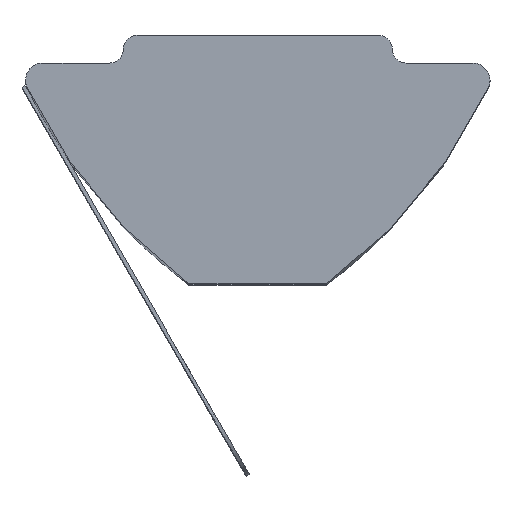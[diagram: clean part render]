
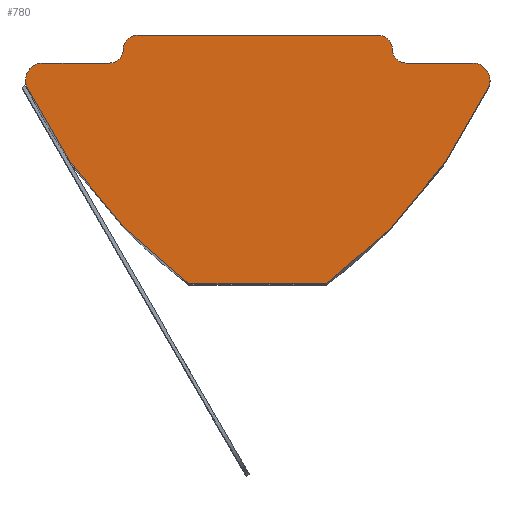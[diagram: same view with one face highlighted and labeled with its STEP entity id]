
A CAD part, top view. The second image highlights one B-rep face of the part: STEP entity #780.
In plain terms, the highlighted free-form (B-spline) face has degree [1, 1] with [4, 2] control points.
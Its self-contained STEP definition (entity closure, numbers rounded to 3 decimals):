
#67 = CARTESIAN_POINT ( 'NONE',  ( 6.817, 0., 22. ) ) ;
#68 = DIRECTION ( 'NONE',  ( 1., 0., 0. ) ) ;
#69 = CARTESIAN_POINT ( 'NONE',  ( 6.817, -7.2, 22. ) ) ;
#70 = CARTESIAN_POINT ( 'NONE',  ( 0., 0., 22. ) ) ;
#71 = CARTESIAN_POINT ( 'NONE',  ( 6.733, 0., 22. ) ) ;
#72 = CARTESIAN_POINT ( 'NONE',  ( 6.733, -7.2, 22. ) ) ;
#73 = CARTESIAN_POINT ( 'NONE',  ( -6.733, 0., 22. ) ) ;
#74 = CARTESIAN_POINT ( 'NONE',  ( -6.733, -7.2, 22. ) ) ;
#75 = CARTESIAN_POINT ( 'NONE',  ( -6.818, 0., 22. ) ) ;
#76 = CARTESIAN_POINT ( 'NONE',  ( -6.818, -7.2, 22. ) ) ;
#79 = DIRECTION ( 'NONE',  ( 1., 0., 0. ) ) ;
#83 = DIRECTION ( 'NONE',  ( 0., 0., -1. ) ) ;
#86 = CARTESIAN_POINT ( 'NONE',  ( 3.5, -0.4, 22. ) ) ;
#92 = DIRECTION ( 'NONE',  ( 1., 0., 0. ) ) ;
#97 = DIRECTION ( 'NONE',  ( 0., 0., -1. ) ) ;
#101 = CARTESIAN_POINT ( 'NONE',  ( -3.5, -0.4, 22. ) ) ;
#107 = DIRECTION ( 'NONE',  ( 1., 0., 0. ) ) ;
#111 = CARTESIAN_POINT ( 'NONE',  ( 0.001, -7.2, 22. ) ) ;
#145 = DIRECTION ( 'NONE',  ( 1., 0., 0. ) ) ;
#146 = DIRECTION ( 'NONE',  ( 0., 0., 1. ) ) ;
#149 = CARTESIAN_POINT ( 'NONE',  ( -6.879, 4.89, 22. ) ) ;
#181 = CARTESIAN_POINT ( 'NONE',  ( 6.686, -1.513, 22. ) ) ;
#182 = CARTESIAN_POINT ( 'NONE',  ( 6.733, -1.3, 22. ) ) ;
#203 = CARTESIAN_POINT ( 'NONE',  ( -6.686, -1.513, 22. ) ) ;
#204 = CARTESIAN_POINT ( 'NONE',  ( -6.233, -0.8, 22. ) ) ;
#209 = CARTESIAN_POINT ( 'NONE',  ( 6.233, -0.8, 22. ) ) ;
#210 = CARTESIAN_POINT ( 'NONE',  ( -4.3, -0.8, 22. ) ) ;
#212 = CARTESIAN_POINT ( 'NONE',  ( 4.3, -0.8, 22. ) ) ;
#213 = CARTESIAN_POINT ( 'NONE',  ( 3.9, -0.4, 22. ) ) ;
#219 = CARTESIAN_POINT ( 'NONE',  ( 3.5, 0., 22. ) ) ;
#220 = CARTESIAN_POINT ( 'NONE',  ( -3.5, 0., 22. ) ) ;
#222 = CARTESIAN_POINT ( 'NONE',  ( 2., -7.2, 22. ) ) ;
#226 = CARTESIAN_POINT ( 'NONE',  ( -2., -7.2, 22. ) ) ;
#228 = CARTESIAN_POINT ( 'NONE',  ( -3.9, -0.4, 22. ) ) ;
#298 = DIRECTION ( 'NONE',  ( 1., 0., 0. ) ) ;
#299 = DIRECTION ( 'NONE',  ( 0., 0., 1. ) ) ;
#300 = CARTESIAN_POINT ( 'NONE',  ( 6.879, 4.89, 22. ) ) ;
#307 = DIRECTION ( 'NONE',  ( 1., 0., 0. ) ) ;
#310 = DIRECTION ( 'NONE',  ( 0., 0., -1. ) ) ;
#311 = CARTESIAN_POINT ( 'NONE',  ( -4.3, -0.4, 22. ) ) ;
#315 = DIRECTION ( 'NONE',  ( -1., 0., 0. ) ) ;
#317 = CARTESIAN_POINT ( 'NONE',  ( 0.001, -0.8, 22. ) ) ;
#325 = DIRECTION ( 'NONE',  ( -1., 0., 0. ) ) ;
#326 = CARTESIAN_POINT ( 'NONE',  ( 0.001, -0.8, 22. ) ) ;
#333 = DIRECTION ( 'NONE',  ( 1., 0., 0. ) ) ;
#335 = DIRECTION ( 'NONE',  ( 0., 0., -1. ) ) ;
#336 = CARTESIAN_POINT ( 'NONE',  ( 4.3, -0.4, 22. ) ) ;
#343 = DIRECTION ( 'NONE',  ( 1., 0., 0. ) ) ;
#345 = DIRECTION ( 'NONE',  ( 0., 0., -1. ) ) ;
#347 = CARTESIAN_POINT ( 'NONE',  ( 6.233, -1.3, 22. ) ) ;
#376 = DIRECTION ( 'NONE',  ( 1., 0., 0. ) ) ;
#379 = DIRECTION ( 'NONE',  ( 0., 0., -1. ) ) ;
#383 = CARTESIAN_POINT ( 'NONE',  ( 6.233, -1.3, 22. ) ) ;
#390 = DIRECTION ( 'NONE',  ( 1., 0., 0. ) ) ;
#391 = DIRECTION ( 'NONE',  ( 0., 0., -1. ) ) ;
#393 = CARTESIAN_POINT ( 'NONE',  ( -6.233, -1.3, 22. ) ) ;
#509 = CIRCLE ( 'NONE', #538, 0.5 ) ;
#538 = AXIS2_PLACEMENT_3D ( 'NONE', #383, #379, #376 ) ;
#552 = VECTOR ( 'NONE', #68, 1000. ) ;
#555 = AXIS2_PLACEMENT_3D ( 'NONE', #86, #83, #79 ) ;
#557 = AXIS2_PLACEMENT_3D ( 'NONE', #101, #97, #92 ) ;
#558 = VECTOR ( 'NONE', #107, 1000. ) ;
#563 = AXIS2_PLACEMENT_3D ( 'NONE', #149, #146, #145 ) ;
#564 = CIRCLE ( 'NONE', #555, 0.4 ) ;
#572 = CIRCLE ( 'NONE', #563, 15. ) ;
#575 = CIRCLE ( 'NONE', #557, 0.4 ) ;
#576 = AXIS2_PLACEMENT_3D ( 'NONE', #300, #299, #298 ) ;
#578 = CIRCLE ( 'NONE', #576, 15. ) ;
#584 = AXIS2_PLACEMENT_3D ( 'NONE', #311, #310, #307 ) ;
#586 = VECTOR ( 'NONE', #315, 1000. ) ;
#591 = VECTOR ( 'NONE', #325, 1000. ) ;
#594 = AXIS2_PLACEMENT_3D ( 'NONE', #336, #335, #333 ) ;
#595 = CIRCLE ( 'NONE', #594, 0.4 ) ;
#601 = AXIS2_PLACEMENT_3D ( 'NONE', #347, #345, #343 ) ;
#603 = CIRCLE ( 'NONE', #601, 0.5 ) ;
#604 = CIRCLE ( 'NONE', #584, 0.4 ) ;
#621 = AXIS2_PLACEMENT_3D ( 'NONE', #393, #391, #390 ) ;
#622 = CIRCLE ( 'NONE', #621, 0.5 ) ;
#670 = EDGE_CURVE ( 'NONE', #831, #832, #509, .T. ) ;
#716 = EDGE_CURVE ( 'NONE', #861, #862, #622, .T. ) ;
#728 = EDGE_CURVE ( 'NONE', #867, #831, #603, .T. ) ;
#731 = EDGE_CURVE ( 'NONE', #870, #871, #595, .T. ) ;
#734 = EDGE_CURVE ( 'NONE', #868, #862, #1126, .T. ) ;
#737 = EDGE_CURVE ( 'NONE', #867, #870, #1129, .T. ) ;
#739 = EDGE_CURVE ( 'NONE', #886, #868, #604, .T. ) ;
#742 = EDGE_CURVE ( 'NONE', #861, #884, #578, .T. ) ;
#748 = EDGE_CURVE ( 'NONE', #880, #832, #572, .T. ) ;
#751 = EDGE_CURVE ( 'NONE', #884, #880, #1135, .T. ) ;
#752 = EDGE_CURVE ( 'NONE', #886, #878, #575, .T. ) ;
#753 = EDGE_CURVE ( 'NONE', #877, #871, #564, .T. ) ;
#754 = EDGE_CURVE ( 'NONE', #878, #877, #1136, .T. ) ;
#780 = ADVANCED_FACE ( 'NONE', ( #1186 ), #1247, .T. ) ;
#807 = EDGE_LOOP ( 'NONE', ( #947, #945, #950, #946, #944, #943, #942, #941, #940, #939, #938, #937, #935 ) ) ;
#831 = VERTEX_POINT ( 'NONE', #182 ) ;
#832 = VERTEX_POINT ( 'NONE', #181 ) ;
#861 = VERTEX_POINT ( 'NONE', #203 ) ;
#862 = VERTEX_POINT ( 'NONE', #204 ) ;
#867 = VERTEX_POINT ( 'NONE', #209 ) ;
#868 = VERTEX_POINT ( 'NONE', #210 ) ;
#870 = VERTEX_POINT ( 'NONE', #212 ) ;
#871 = VERTEX_POINT ( 'NONE', #213 ) ;
#877 = VERTEX_POINT ( 'NONE', #219 ) ;
#878 = VERTEX_POINT ( 'NONE', #220 ) ;
#880 = VERTEX_POINT ( 'NONE', #222 ) ;
#884 = VERTEX_POINT ( 'NONE', #226 ) ;
#886 = VERTEX_POINT ( 'NONE', #228 ) ;
#935 = ORIENTED_EDGE ( 'NONE', *, *, #754, .F. ) ;
#937 = ORIENTED_EDGE ( 'NONE', *, *, #753, .F. ) ;
#938 = ORIENTED_EDGE ( 'NONE', *, *, #731, .T. ) ;
#939 = ORIENTED_EDGE ( 'NONE', *, *, #737, .T. ) ;
#940 = ORIENTED_EDGE ( 'NONE', *, *, #728, .F. ) ;
#941 = ORIENTED_EDGE ( 'NONE', *, *, #670, .F. ) ;
#942 = ORIENTED_EDGE ( 'NONE', *, *, #748, .T. ) ;
#943 = ORIENTED_EDGE ( 'NONE', *, *, #751, .T. ) ;
#944 = ORIENTED_EDGE ( 'NONE', *, *, #742, .T. ) ;
#945 = ORIENTED_EDGE ( 'NONE', *, *, #739, .T. ) ;
#946 = ORIENTED_EDGE ( 'NONE', *, *, #716, .F. ) ;
#947 = ORIENTED_EDGE ( 'NONE', *, *, #752, .F. ) ;
#950 = ORIENTED_EDGE ( 'NONE', *, *, #734, .T. ) ;
#1126 = LINE ( 'NONE', #326, #591 ) ;
#1129 = LINE ( 'NONE', #317, #586 ) ;
#1135 = LINE ( 'NONE', #111, #558 ) ;
#1136 = LINE ( 'NONE', #70, #552 ) ;
#1186 = FACE_OUTER_BOUND ( 'NONE', #807, .T. ) ;
#1247 = B_SPLINE_SURFACE_WITH_KNOTS ( 'NONE', 1, 1, ( 
 ( #76, #75 ),
 ( #74, #73 ),
 ( #72, #71 ),
 ( #69, #67 ) ),
 .UNSPECIFIED., .F., .F., .F.,
 ( 2, 1, 1, 2 ),
 ( 2, 2 ),
 ( -0.006, 0., 1., 1.006 ),
 ( 0., 1. ),
 .UNSPECIFIED. ) ;
